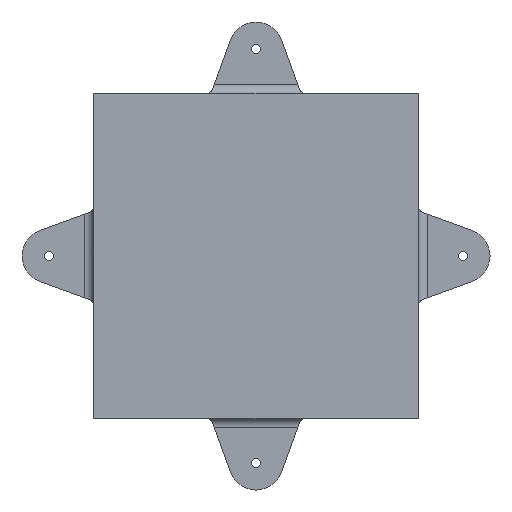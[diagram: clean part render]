
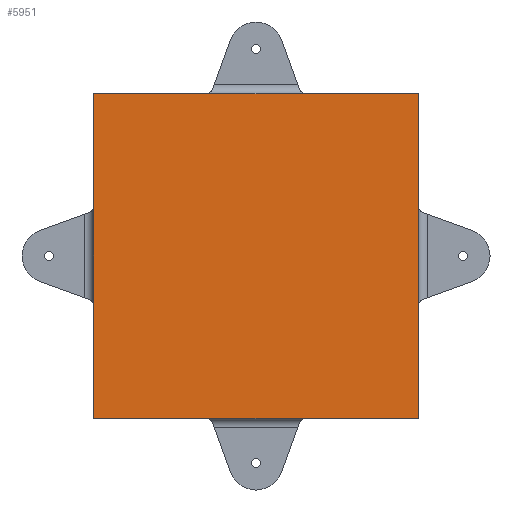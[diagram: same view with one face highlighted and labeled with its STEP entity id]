
A CAD part, front view. The second image highlights one B-rep face of the part: STEP entity #5951.
In plain terms, the highlighted planar face has unit normal (0, -1, 0).
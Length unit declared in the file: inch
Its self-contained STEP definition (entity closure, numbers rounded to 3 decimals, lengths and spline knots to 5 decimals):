
#111 = EDGE_LOOP ( 'NONE', ( #430, #6243, #6156, #1212 ) ) ;
#164 = AXIS2_PLACEMENT_3D ( 'NONE', #6265, #5851, #4727 ) ;
#430 = ORIENTED_EDGE ( 'NONE', *, *, #4178, .T. ) ;
#704 = LINE ( 'NONE', #1637, #5281 ) ;
#1105 = PLANE ( 'NONE',  #164 ) ;
#1212 = ORIENTED_EDGE ( 'NONE', *, *, #5172, .T. ) ;
#1286 = LINE ( 'NONE', #2278, #6543 ) ;
#1315 = CARTESIAN_POINT ( 'NONE',  ( 1.8, -0.6, 1.8 ) ) ;
#1517 = VERTEX_POINT ( 'NONE', #3067 ) ;
#1637 = CARTESIAN_POINT ( 'NONE',  ( -1.8, -0.6, 1.8 ) ) ;
#1679 = FACE_OUTER_BOUND ( 'NONE', #111, .T. ) ;
#1697 = VECTOR ( 'NONE', #6722, 39.37008 ) ;
#2047 = LINE ( 'NONE', #3100, #1697 ) ;
#2278 = CARTESIAN_POINT ( 'NONE',  ( -1.8, -0.6, -1.8 ) ) ;
#2425 = VERTEX_POINT ( 'NONE', #4445 ) ;
#2467 = VERTEX_POINT ( 'NONE', #6228 ) ;
#2687 = DIRECTION ( 'NONE',  ( 0., 0., -1. ) ) ;
#3020 = EDGE_CURVE ( 'NONE', #2467, #4285, #704, .T. ) ;
#3067 = CARTESIAN_POINT ( 'NONE',  ( 1.8, -0.6, 1.8 ) ) ;
#3100 = CARTESIAN_POINT ( 'NONE',  ( -1.8, -0.6, 1.8 ) ) ;
#3400 = DIRECTION ( 'NONE',  ( 0., 0., 1. ) ) ;
#4178 = EDGE_CURVE ( 'NONE', #2425, #1517, #6007, .T. ) ;
#4285 = VERTEX_POINT ( 'NONE', #6175 ) ;
#4371 = DIRECTION ( 'NONE',  ( 1., 0., 0. ) ) ;
#4445 = CARTESIAN_POINT ( 'NONE',  ( 1.8, -0.6, -1.8 ) ) ;
#4727 = DIRECTION ( 'NONE',  ( 0., 0., -1. ) ) ;
#4892 = VECTOR ( 'NONE', #3400, 39.37008 ) ;
#5172 = EDGE_CURVE ( 'NONE', #4285, #2425, #1286, .T. ) ;
#5281 = VECTOR ( 'NONE', #2687, 39.37008 ) ;
#5851 = DIRECTION ( 'NONE',  ( 0., -1., 0. ) ) ;
#5951 = ADVANCED_FACE ( 'NONE', ( #1679 ), #1105, .T. ) ;
#6007 = LINE ( 'NONE', #1315, #4892 ) ;
#6156 = ORIENTED_EDGE ( 'NONE', *, *, #3020, .T. ) ;
#6175 = CARTESIAN_POINT ( 'NONE',  ( -1.8, -0.6, -1.8 ) ) ;
#6228 = CARTESIAN_POINT ( 'NONE',  ( -1.8, -0.6, 1.8 ) ) ;
#6233 = EDGE_CURVE ( 'NONE', #1517, #2467, #2047, .T. ) ;
#6243 = ORIENTED_EDGE ( 'NONE', *, *, #6233, .T. ) ;
#6265 = CARTESIAN_POINT ( 'NONE',  ( 0., -0.6, 0. ) ) ;
#6543 = VECTOR ( 'NONE', #4371, 39.37008 ) ;
#6722 = DIRECTION ( 'NONE',  ( -1., 0., 0. ) ) ;
